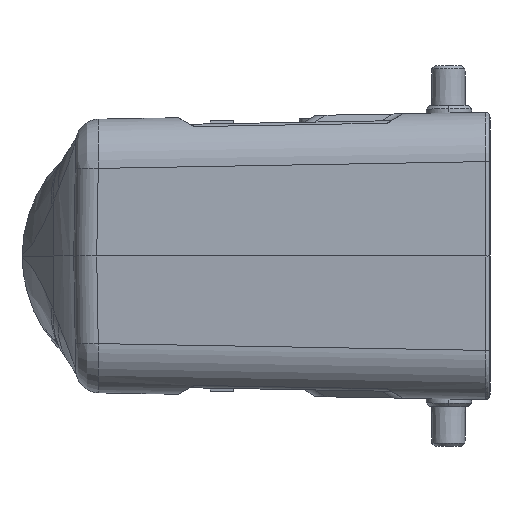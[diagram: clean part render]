
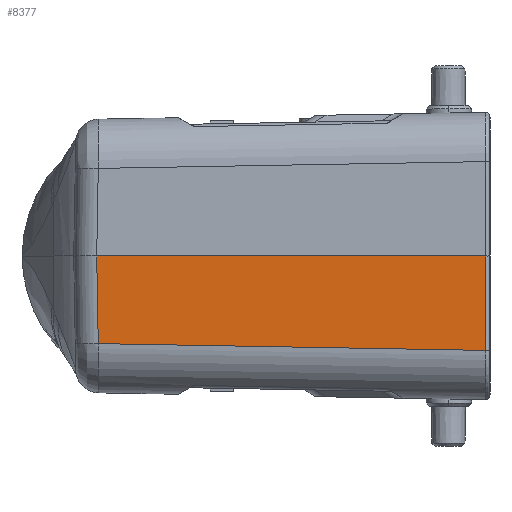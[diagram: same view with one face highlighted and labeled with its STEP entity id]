
A CAD part, left-side view. The second image highlights one B-rep face of the part: STEP entity #8377.
In plain terms, the highlighted planar face has unit normal (-1, 0.018, -0.017).
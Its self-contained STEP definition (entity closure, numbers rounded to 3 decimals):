
#317=CARTESIAN_POINT('',(-59.748,70.308,-14.127));
#343=CARTESIAN_POINT('',(-58.753,128.333,-13.114));
#1193=DIRECTION('',(-0.017,0.,1.));
#1194=VECTOR('',#1193,14.129);
#1195=CARTESIAN_POINT('',(-59.748,70.308,
-14.127));
#1196=LINE('',#1195,#1194);
#1197=DIRECTION('',(0.017,1.,0.017));
#1198=VECTOR('',#1197,58.042);
#1199=CARTESIAN_POINT('',(-59.748,70.308,
-14.127));
#1200=LINE('',#1199,#1198);
#1201=DIRECTION('',(-0.017,0.017,1.));
#1202=VECTOR('',#1201,13.118);
#1203=CARTESIAN_POINT('',(-58.753,128.333,
-13.114));
#1204=LINE('',#1203,#1202);
#1831=DIRECTION('',(0.017,1.,0.));
#1832=VECTOR('',#1831,58.26);
#1833=CARTESIAN_POINT('',(-59.995,70.31,
0.));
#1834=LINE('',#1833,#1832);
#5607=VERTEX_POINT('',#317);
#5613=VERTEX_POINT('',#343);
#5758=CARTESIAN_POINT('',(-59.995,70.31,
0.));
#5759=VERTEX_POINT('',#5758);
#5760=CARTESIAN_POINT('',(-58.978,128.562,
0.));
#5761=VERTEX_POINT('',#5760);
#8364=CARTESIAN_POINT('',(-60.049,70.,2.835));
#8365=DIRECTION('',(-1.,0.017,-0.017));
#8366=DIRECTION('',(0.017,1.,0.));
#8367=AXIS2_PLACEMENT_3D('',#8364,#8365,#8366);
#8368=PLANE('',#8367);
#8369=ORIENTED_EDGE('',*,*,#8357,.F.);
#8370=ORIENTED_EDGE('',*,*,#7060,.T.);
#8372=ORIENTED_EDGE('',*,*,#8371,.T.);
#8374=ORIENTED_EDGE('',*,*,#8373,.F.);
#8375=EDGE_LOOP('',(#8369,#8370,#8372,#8374));
#8376=FACE_OUTER_BOUND('',#8375,.F.);
#8377=ADVANCED_FACE('',(#8376),#8368,.T.);
#7060=EDGE_CURVE('',#5607,#5613,#1200,.T.);
#8357=EDGE_CURVE('',#5607,#5759,#1196,.T.);
#8371=EDGE_CURVE('',#5613,#5761,#1204,.T.);
#8373=EDGE_CURVE('',#5759,#5761,#1834,.T.);
